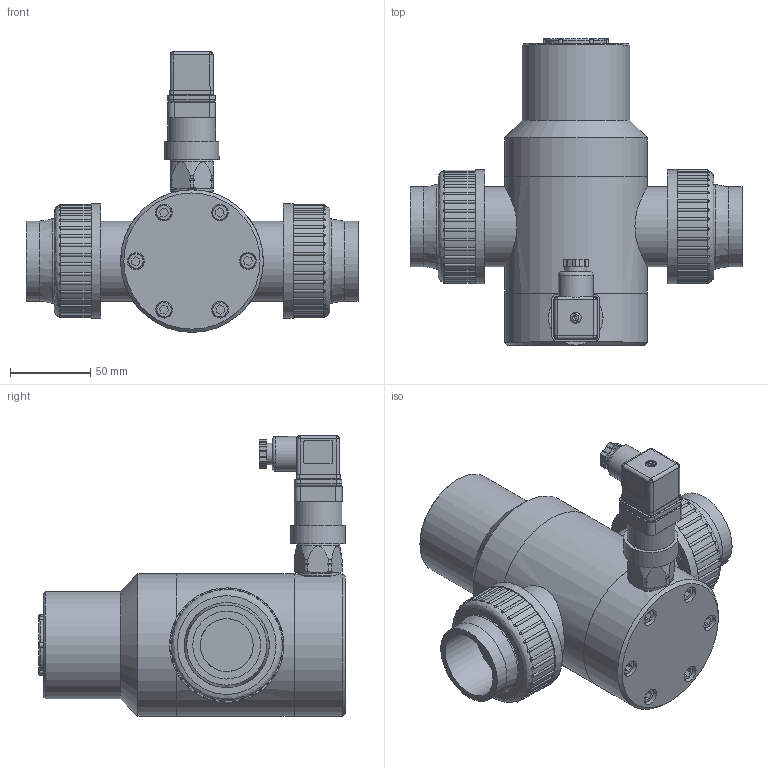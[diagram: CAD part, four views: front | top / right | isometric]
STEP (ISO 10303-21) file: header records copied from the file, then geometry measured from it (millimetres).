
FILE_DESCRIPTION (( 'STEP AP214' ), '1' );
FILE_NAME ('40-1162-0X-DIN.step', '2019-11-05T09:21:56', ( '' ), ( '' ), 'SwSTEP 2.0', 'SolidWorks 2020', '' );
FILE_SCHEMA (( 'AUTOMOTIVE_DESIGN' ));
Length unit declared in the file: millimetre
Products named in the file (16): 40mm union stub; 32 + 40mm Dust Cap; M6 x 30 socket cap screw; PVC Bonnet all size_40mm PVC-304; 40; small 1; Body detail_40mm or 1 1-4; Small; DIN NEW - 2; screw; lower housing; 729511109_01; 729511109_03; NC; 40-1162-0X-DIN; housing top
Assembly tree (23 placements, depth 3):
  40-1162-0X-DIN
    Body detail_40mm or 1 1-4
    PVC Bonnet all size_40mm PVC-304
    40mm union stub  x2
    729511109_01  x2
    729511109_03  x2
    32 + 40mm Dust Cap
    40
    M6 x 30 socket cap screw  x6
    DIN NEW - 2
      housing top
      lower housing
      NC
      Small
      small 1
      screw
Bounding box: 207.21 x 191.42 x 175.24 mm (x, y, z)
Volume: 1242756 mm3; surface area: 223576.8 mm2
Topology: 22 solids, 22 shells, 642 faces, 1548 edges, 968 vertices
Faces by surface type: cylinder 279, plane 208, bspline 92, torus 34, cone 29
Full cylindrical faces by diameter (mm): 5.2 x1, 6 x6, 6.9 x2, 10 x7, 10.5 x7, 13.6 x1, 13.86 x1, 15.2 x1, 15.4 x1, 21.8 x1, 26.9 x1, 29.8 x1, 33 x4, 34 x1, 38 x2, 42.4 x2, 50 x8, 53 x2, 53.1 x2, 56.5 x4, 58.422 x2, 59.614 x2, 67 x1, 71.5 x2, 89 x3
Entity records: 20054 total; most frequent: CARTESIAN_POINT 9552, DIRECTION 1987, ORIENTED_EDGE 1898, EDGE_CURVE 949, AXIS2_PLACEMENT_3D 810, VERTEX_POINT 630, EDGE_LOOP 537, FACE_OUTER_BOUND 483
